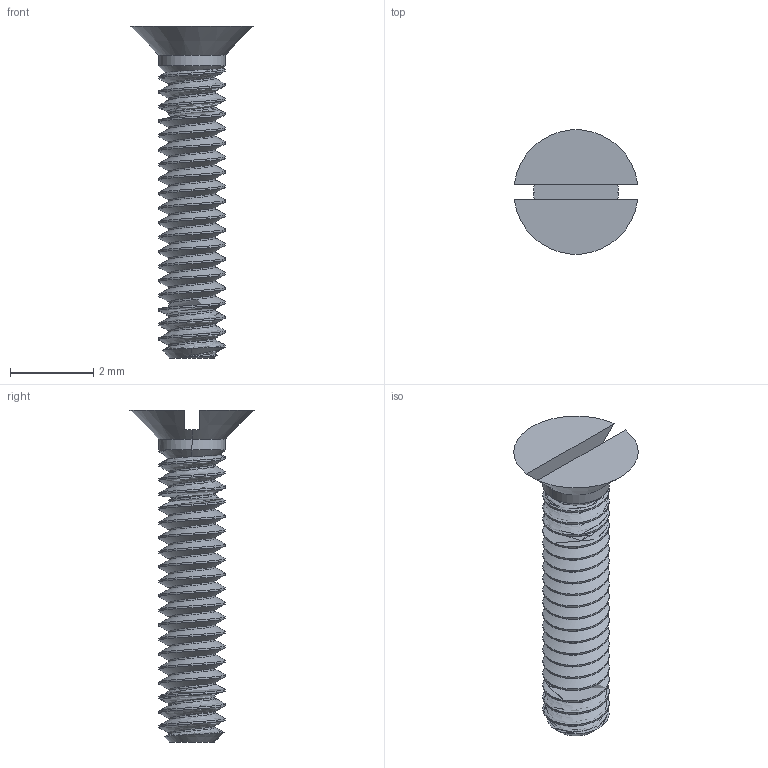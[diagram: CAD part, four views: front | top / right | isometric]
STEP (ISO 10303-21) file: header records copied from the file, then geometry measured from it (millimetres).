
FILE_DESCRIPTION (( 'STEP AP203' ), '1' );
FILE_NAME ('91430A007.step', '2012-06-07T17:21:02', ( 'Admin' ), ( 'Microsoft' ), 'SwSTEP 2.0', 'SolidWorks 2012', '' );
FILE_SCHEMA (( 'CONFIG_CONTROL_DESIGN' ));
Length unit declared in the file: millimetre
Products named in the file (1): 91430A007
Bounding box: 2.98 x 2.99 x 8 mm (x, y, z)
Volume: 13.5 mm3; surface area: 71.8 mm2
Topology: 1 solids, 1 shells, 97 faces, 281 edges, 186 vertices
Faces by surface type: cylinder 81, cone 8, plane 6, bspline 2
Entity records: 5090 total; most frequent: CARTESIAN_POINT 2952, ORIENTED_EDGE 562, DIRECTION 317, EDGE_CURVE 281, VERTEX_POINT 186, AXIS2_PLACEMENT_3D 113, ADVANCED_FACE 97, EDGE_LOOP 97
